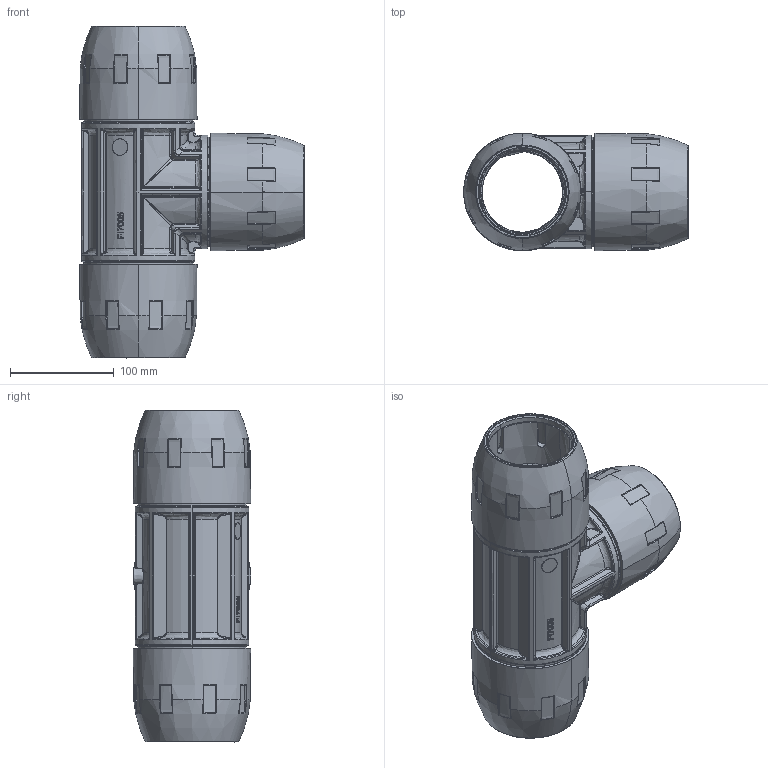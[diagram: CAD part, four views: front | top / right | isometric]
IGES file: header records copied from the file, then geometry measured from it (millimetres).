
Start section: SolidWorks IGES file using analytic representation for surfaces
Global section: file name: F17005.IGS; native system: SolidWorks 2018; preprocessor: SolidWorks 2018; author: andyr; date: 190731.095248; units: millimetre
Bounding box: 216.3 x 113 x 319.6 mm (x, y, z)
Surface area: 586239.3 mm2 (no closed solid volume)
Topology: 0 solids, 0 shells, 1850 faces, 28975 edges, 28914 vertices
Faces by surface type: bspline 1088, revolution 762
